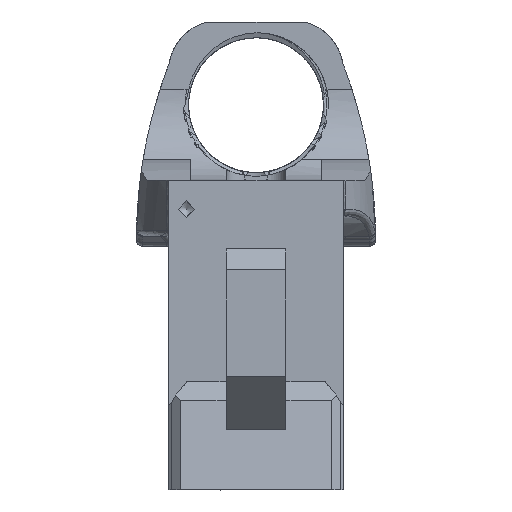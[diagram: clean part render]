
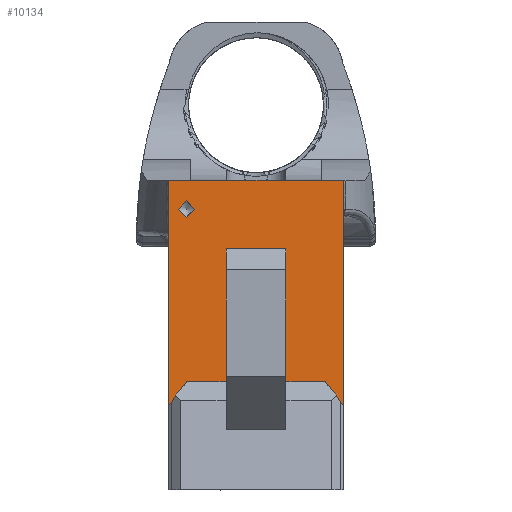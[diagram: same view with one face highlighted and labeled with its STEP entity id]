
A CAD part, left-side view. The second image highlights one B-rep face of the part: STEP entity #10134.
In plain terms, the highlighted planar face has unit normal (-1, 0, 0).
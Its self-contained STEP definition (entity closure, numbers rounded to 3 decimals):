
#196=FACE_BOUND('',#1514,.T.);
#345=PLANE('',#10826);
#938=FACE_OUTER_BOUND('',#1513,.T.);
#1513=EDGE_LOOP('',(#7085,#7086,#7087,#7088,#7089,#7090,#7091,#7092,#7093,
#7094,#7095,#7096,#7097,#7098,#7099,#7100,#7101,#7102,#7103));
#1514=EDGE_LOOP('',(#7104,#7105,#7106,#7107));
#2516=LINE('',#16757,#3259);
#2526=LINE('',#16805,#3269);
#2575=LINE('',#16983,#3318);
#2636=LINE('',#17390,#3379);
#2645=LINE('',#17422,#3388);
#2646=LINE('',#17424,#3389);
#2647=LINE('',#17426,#3390);
#2648=LINE('',#17428,#3391);
#2649=LINE('',#17430,#3392);
#2650=LINE('',#17432,#3393);
#2651=LINE('',#17434,#3394);
#2652=LINE('',#17436,#3395);
#2653=LINE('',#17438,#3396);
#2654=LINE('',#17440,#3397);
#2655=LINE('',#17442,#3398);
#2656=LINE('',#17444,#3399);
#2657=LINE('',#17446,#3400);
#2658=LINE('',#17447,#3401);
#2659=LINE('',#17448,#3402);
#2660=LINE('',#17451,#3403);
#2661=LINE('',#17453,#3404);
#2662=LINE('',#17455,#3405);
#2663=LINE('',#17456,#3406);
#3259=VECTOR('',#11758,10.);
#3269=VECTOR('',#11772,10.);
#3318=VECTOR('',#11867,10.);
#3379=VECTOR('',#12082,10.);
#3388=VECTOR('',#12095,10.);
#3389=VECTOR('',#12096,10.);
#3390=VECTOR('',#12097,10.);
#3391=VECTOR('',#12098,10.);
#3392=VECTOR('',#12099,10.);
#3393=VECTOR('',#12100,10.);
#3394=VECTOR('',#12101,10.);
#3395=VECTOR('',#12102,10.);
#3396=VECTOR('',#12103,10.);
#3397=VECTOR('',#12104,10.);
#3398=VECTOR('',#12105,10.);
#3399=VECTOR('',#12106,10.);
#3400=VECTOR('',#12107,10.);
#3401=VECTOR('',#12108,10.);
#3402=VECTOR('',#12109,10.);
#3403=VECTOR('',#12110,10.);
#3404=VECTOR('',#12111,10.);
#3405=VECTOR('',#12112,10.);
#3406=VECTOR('',#12113,10.);
#4080=VERTEX_POINT('',#16754);
#4081=VERTEX_POINT('',#16756);
#4094=VERTEX_POINT('',#16802);
#4095=VERTEX_POINT('',#16804);
#4146=VERTEX_POINT('',#16981);
#4147=VERTEX_POINT('',#16982);
#4266=VERTEX_POINT('',#17421);
#4267=VERTEX_POINT('',#17423);
#4268=VERTEX_POINT('',#17425);
#4269=VERTEX_POINT('',#17427);
#4270=VERTEX_POINT('',#17429);
#4271=VERTEX_POINT('',#17431);
#4272=VERTEX_POINT('',#17433);
#4273=VERTEX_POINT('',#17435);
#4274=VERTEX_POINT('',#17437);
#4275=VERTEX_POINT('',#17439);
#4276=VERTEX_POINT('',#17441);
#4277=VERTEX_POINT('',#17443);
#4278=VERTEX_POINT('',#17445);
#4279=VERTEX_POINT('',#17449);
#4280=VERTEX_POINT('',#17450);
#4281=VERTEX_POINT('',#17452);
#4282=VERTEX_POINT('',#17454);
#5145=EDGE_CURVE('',#4080,#4081,#2516,.T.);
#5159=EDGE_CURVE('',#4095,#4094,#2526,.T.);
#5223=EDGE_CURVE('',#4146,#4147,#2575,.T.);
#5354=EDGE_CURVE('',#4081,#4146,#2636,.T.);
#5366=EDGE_CURVE('',#4266,#4080,#2645,.T.);
#5367=EDGE_CURVE('',#4267,#4266,#2646,.T.);
#5368=EDGE_CURVE('',#4268,#4267,#2647,.T.);
#5369=EDGE_CURVE('',#4269,#4268,#2648,.T.);
#5370=EDGE_CURVE('',#4270,#4269,#2649,.T.);
#5371=EDGE_CURVE('',#4271,#4270,#2650,.T.);
#5372=EDGE_CURVE('',#4272,#4271,#2651,.T.);
#5373=EDGE_CURVE('',#4273,#4272,#2652,.T.);
#5374=EDGE_CURVE('',#4274,#4273,#2653,.T.);
#5375=EDGE_CURVE('',#4275,#4274,#2654,.T.);
#5376=EDGE_CURVE('',#4275,#4276,#2655,.T.);
#5377=EDGE_CURVE('',#4277,#4276,#2656,.F.);
#5378=EDGE_CURVE('',#4277,#4278,#2657,.T.);
#5379=EDGE_CURVE('',#4278,#4095,#2658,.T.);
#5380=EDGE_CURVE('',#4147,#4094,#2659,.T.);
#5381=EDGE_CURVE('',#4279,#4280,#2660,.T.);
#5382=EDGE_CURVE('',#4281,#4279,#2661,.T.);
#5383=EDGE_CURVE('',#4282,#4281,#2662,.T.);
#5384=EDGE_CURVE('',#4280,#4282,#2663,.T.);
#7085=ORIENTED_EDGE('',*,*,#5145,.F.);
#7086=ORIENTED_EDGE('',*,*,#5366,.F.);
#7087=ORIENTED_EDGE('',*,*,#5367,.F.);
#7088=ORIENTED_EDGE('',*,*,#5368,.F.);
#7089=ORIENTED_EDGE('',*,*,#5369,.F.);
#7090=ORIENTED_EDGE('',*,*,#5370,.F.);
#7091=ORIENTED_EDGE('',*,*,#5371,.F.);
#7092=ORIENTED_EDGE('',*,*,#5372,.F.);
#7093=ORIENTED_EDGE('',*,*,#5373,.F.);
#7094=ORIENTED_EDGE('',*,*,#5374,.F.);
#7095=ORIENTED_EDGE('',*,*,#5375,.F.);
#7096=ORIENTED_EDGE('',*,*,#5376,.T.);
#7097=ORIENTED_EDGE('',*,*,#5377,.F.);
#7098=ORIENTED_EDGE('',*,*,#5378,.T.);
#7099=ORIENTED_EDGE('',*,*,#5379,.T.);
#7100=ORIENTED_EDGE('',*,*,#5159,.T.);
#7101=ORIENTED_EDGE('',*,*,#5380,.F.);
#7102=ORIENTED_EDGE('',*,*,#5223,.F.);
#7103=ORIENTED_EDGE('',*,*,#5354,.F.);
#7104=ORIENTED_EDGE('',*,*,#5381,.F.);
#7105=ORIENTED_EDGE('',*,*,#5382,.F.);
#7106=ORIENTED_EDGE('',*,*,#5383,.F.);
#7107=ORIENTED_EDGE('',*,*,#5384,.F.);
#10134=ADVANCED_FACE('',(#938,#196),#345,.F.);
#10826=AXIS2_PLACEMENT_3D('',#17420,#12093,#12094);
#11758=DIRECTION('',(0.,1.,0.));
#11772=DIRECTION('',(0.,-1.,0.));
#11867=DIRECTION('',(0.,-1.,0.));
#12082=DIRECTION('',(0.,0.,1.));
#12093=DIRECTION('center_axis',(1.,0.,0.));
#12094=DIRECTION('ref_axis',(0.,1.,0.));
#12095=DIRECTION('',(0.,0.,-1.));
#12096=DIRECTION('',(0.,0.568,-0.823));
#12097=DIRECTION('',(0.,0.,-1.));
#12098=DIRECTION('',(0.,1.,0.001));
#12099=DIRECTION('',(0.,0.,-1.));
#12100=DIRECTION('',(0.,1.,0.));
#12101=DIRECTION('',(0.,0.,1.));
#12102=DIRECTION('',(0.,1.,0.001));
#12103=DIRECTION('',(0.,0.,1.));
#12104=DIRECTION('',(0.,0.568,0.823));
#12105=DIRECTION('',(0.,-1.,0.));
#12106=DIRECTION('',(0.,-0.702,-0.712));
#12107=DIRECTION('',(0.,-1.,0.));
#12108=DIRECTION('',(0.,0.,-1.));
#12109=DIRECTION('',(0.,0.,-1.));
#12110=DIRECTION('',(0.,0.707,0.707));
#12111=DIRECTION('',(0.,-0.707,0.707));
#12112=DIRECTION('',(0.,-0.707,-0.707));
#12113=DIRECTION('',(0.,0.707,-0.707));
#16754=CARTESIAN_POINT('',(-152.959,-38.175,0.192));
#16756=CARTESIAN_POINT('',(-152.959,-37.586,0.192));
#16757=CARTESIAN_POINT('',(-152.959,-55.374,0.192));
#16802=CARTESIAN_POINT('',(-152.959,-74.719,0.192));
#16804=CARTESIAN_POINT('',(-152.959,-74.719,0.192));
#16805=CARTESIAN_POINT('',(-152.959,-55.374,0.192));
#16981=CARTESIAN_POINT('',(-152.959,-37.586,65.982));
#16982=CARTESIAN_POINT('',(-152.959,-74.719,65.982));
#16983=CARTESIAN_POINT('',(-152.959,-64.906,65.982));
#17390=CARTESIAN_POINT('',(-152.959,-37.586,42.514));
#17420=CARTESIAN_POINT('Origin',(-152.959,-67.31,35.56));
#17421=CARTESIAN_POINT('',(-152.959,-38.175,18.498));
#17422=CARTESIAN_POINT('',(-152.959,-38.175,24.087));
#17423=CARTESIAN_POINT('',(-152.959,-41.35,23.102));
#17424=CARTESIAN_POINT('',(-152.959,-40.729,22.201));
#17425=CARTESIAN_POINT('',(-152.959,-41.35,23.176));
#17426=CARTESIAN_POINT('',(-152.959,-41.35,51.562));
#17427=CARTESIAN_POINT('',(-152.959,-49.808,23.169));
#17428=CARTESIAN_POINT('',(-152.959,-48.394,23.17));
#17429=CARTESIAN_POINT('',(-152.959,-49.808,51.428));
#17430=CARTESIAN_POINT('',(-152.959,-49.808,47.622));
#17431=CARTESIAN_POINT('',(-152.959,-62.508,51.428));
#17432=CARTESIAN_POINT('',(-152.959,-81.46,51.428));
#17433=CARTESIAN_POINT('',(-152.959,-62.508,23.159));
#17434=CARTESIAN_POINT('',(-152.959,-62.508,47.622));
#17435=CARTESIAN_POINT('',(-152.959,-70.966,23.152));
#17436=CARTESIAN_POINT('',(-152.959,-48.394,23.17));
#17437=CARTESIAN_POINT('',(-152.959,-70.966,23.107));
#17438=CARTESIAN_POINT('',(-152.959,-70.966,20.022));
#17439=CARTESIAN_POINT('',(-152.959,-74.141,18.503));
#17440=CARTESIAN_POINT('',(-152.959,-75.135,17.062));
#17441=CARTESIAN_POINT('',(-152.959,-74.144,18.503));
#17442=CARTESIAN_POINT('',(-152.959,-70.727,18.502));
#17443=CARTESIAN_POINT('',(-152.959,-74.718,17.92));
#17444=CARTESIAN_POINT('',(-152.959,-72.417,20.256));
#17445=CARTESIAN_POINT('',(-152.959,-74.719,17.92));
#17446=CARTESIAN_POINT('',(-152.959,-71.015,17.919));
#17447=CARTESIAN_POINT('',(-152.959,-74.719,10.642));
#17448=CARTESIAN_POINT('',(-152.959,-74.719,33.878));
#17449=CARTESIAN_POINT('',(-152.959,-43.087,59.882));
#17450=CARTESIAN_POINT('',(-152.959,-41.344,61.624));
#17451=CARTESIAN_POINT('',(-152.959,-54.352,48.617));
#17452=CARTESIAN_POINT('',(-152.959,-41.344,58.14));
#17453=CARTESIAN_POINT('',(-152.959,-43.062,59.857));
#17454=CARTESIAN_POINT('',(-152.959,-39.602,59.882));
#17455=CARTESIAN_POINT('',(-152.959,-53.481,46.004));
#17456=CARTESIAN_POINT('',(-152.959,-40.449,60.728));
